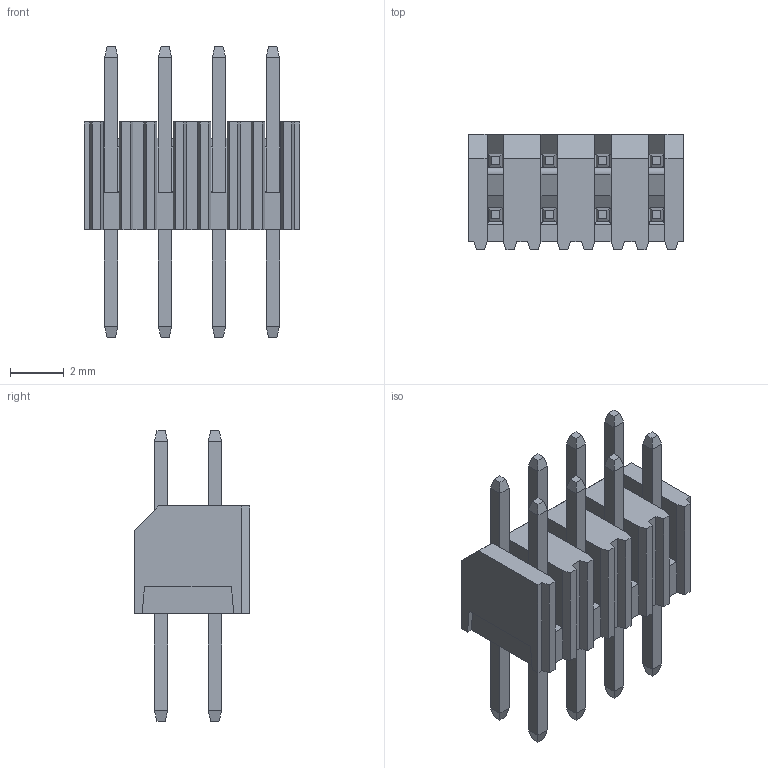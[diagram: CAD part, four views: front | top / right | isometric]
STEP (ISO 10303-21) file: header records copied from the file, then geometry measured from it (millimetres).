
FILE_DESCRIPTION(/* description */ (''),/* implementation_level */ '2;1');
FILE_NAME(/* name */ '317-08-20-xx.stp',/* time_stamp */ '2025-09-08T15:00:06+02:00',/* author */ ('Andreas.Larin'),/* organization */ (''),/* preprocessor_version */ 'ST-DEVELOPER v20',/* originating_system */ 'Autodesk Inventor 2025',/* authorisation */ '');
FILE_SCHEMA (('AUTOMOTIVE_DESIGN { 1 0 10303 214 3 1 1 }'));
Length unit declared in the file: millimetre
Products named in the file (1): 317-08-20-xx
Bounding box: 8 x 4.3 x 10.8 mm (x, y, z)
Volume: 124.7 mm3; surface area: 393 mm2
Topology: 1 solids, 1 shells, 302 faces, 747 edges, 458 vertices
Faces by surface type: plane 270, cylinder 32
Entity records: 9043 total; most frequent: CARTESIAN_POINT 1756, ORIENTED_EDGE 1494, DIRECTION 1385, EDGE_CURVE 747, LINE 667, VECTOR 667, VERTEX_POINT 458, AXIS2_PLACEMENT_3D 359
